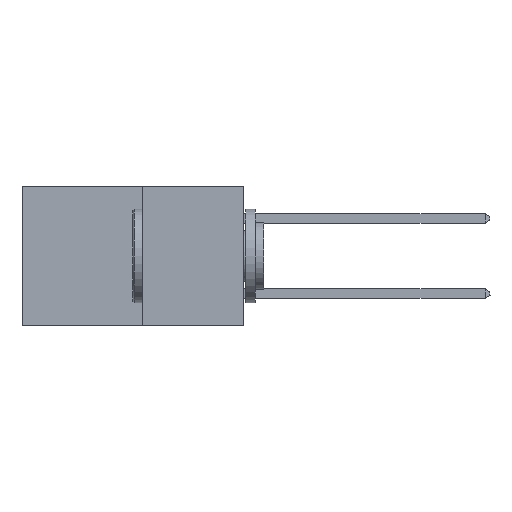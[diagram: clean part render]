
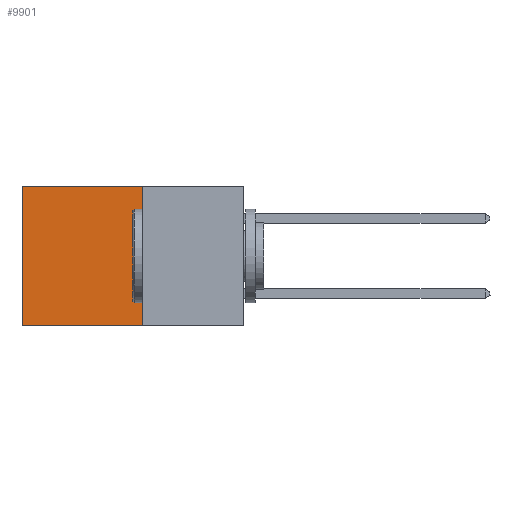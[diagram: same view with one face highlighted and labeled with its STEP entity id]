
A CAD part, left-side view. The second image highlights one B-rep face of the part: STEP entity #9901.
In plain terms, the highlighted planar face has unit normal (-1, 0, 0).
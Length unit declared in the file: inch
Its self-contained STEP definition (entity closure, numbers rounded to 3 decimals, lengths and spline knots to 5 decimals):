
#178 = ORIENTED_EDGE ( 'NONE', *, *, #698, .T. ) ;
#698 = EDGE_CURVE ( 'NONE', #1761, #1613, #7901, .T. ) ;
#1010 = VERTEX_POINT ( 'NONE', #9971 ) ;
#1360 = EDGE_CURVE ( 'NONE', #1761, #13767, #8407, .T. ) ;
#1541 = CARTESIAN_POINT ( 'NONE',  ( 0.277, 0.27, 0. ) ) ;
#1613 = VERTEX_POINT ( 'NONE', #9958 ) ;
#1652 = ORIENTED_EDGE ( 'NONE', *, *, #2221, .T. ) ;
#1761 = VERTEX_POINT ( 'NONE', #11053 ) ;
#2060 = DIRECTION ( 'NONE',  ( 0., 0., -1. ) ) ;
#2221 = EDGE_CURVE ( 'NONE', #1613, #1010, #13705, .T. ) ;
#2253 = CARTESIAN_POINT ( 'NONE',  ( 0.277, 0.27, -0.37 ) ) ;
#2328 = VECTOR ( 'NONE', #3812, 39.37008 ) ;
#3476 = DIRECTION ( 'NONE',  ( 0., 0., -1. ) ) ;
#3812 = DIRECTION ( 'NONE',  ( 0., 0., -1. ) ) ;
#4496 = FACE_OUTER_BOUND ( 'NONE', #10717, .T. ) ;
#4509 = VECTOR ( 'NONE', #2060, 39.37008 ) ;
#4552 = AXIS2_PLACEMENT_3D ( 'NONE', #2253, #10201, #3476 ) ;
#5073 = DIRECTION ( 'NONE',  ( 0., 1., 0. ) ) ;
#6220 = CARTESIAN_POINT ( 'NONE',  ( 0.277, 0.27, -0.37 ) ) ;
#7901 = LINE ( 'NONE', #1541, #13413 ) ;
#8022 = CARTESIAN_POINT ( 'NONE',  ( 0.277, 0.59, -0.37 ) ) ;
#8117 = CARTESIAN_POINT ( 'NONE',  ( 0.277, 0.27, -0.37 ) ) ;
#8407 = LINE ( 'NONE', #6220, #2328 ) ;
#9111 = PLANE ( 'NONE',  #4552 ) ;
#9712 = LINE ( 'NONE', #8117, #12319 ) ;
#9901 = ADVANCED_FACE ( 'NONE', ( #4496 ), #9111, .F. ) ;
#9958 = CARTESIAN_POINT ( 'NONE',  ( 0.277, 0.59, 0. ) ) ;
#9971 = CARTESIAN_POINT ( 'NONE',  ( 0.277, 0.59, -0.37 ) ) ;
#10201 = DIRECTION ( 'NONE',  ( 1., 0., 0. ) ) ;
#10717 = EDGE_LOOP ( 'NONE', ( #1652, #11729, #12474, #178 ) ) ;
#11053 = CARTESIAN_POINT ( 'NONE',  ( 0.277, 0.27, 0. ) ) ;
#11309 = EDGE_CURVE ( 'NONE', #13767, #1010, #9712, .T. ) ;
#11729 = ORIENTED_EDGE ( 'NONE', *, *, #11309, .F. ) ;
#12319 = VECTOR ( 'NONE', #13648, 39.37008 ) ;
#12474 = ORIENTED_EDGE ( 'NONE', *, *, #1360, .F. ) ;
#13413 = VECTOR ( 'NONE', #5073, 39.37008 ) ;
#13648 = DIRECTION ( 'NONE',  ( 0., 1., 0. ) ) ;
#13705 = LINE ( 'NONE', #8022, #4509 ) ;
#13767 = VERTEX_POINT ( 'NONE', #13952 ) ;
#13952 = CARTESIAN_POINT ( 'NONE',  ( 0.277, 0.27, -0.37 ) ) ;
